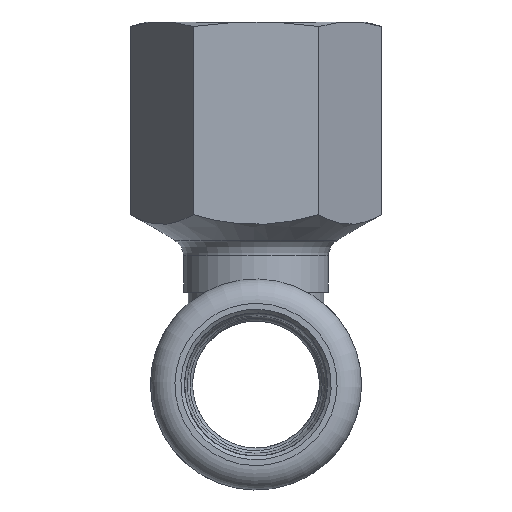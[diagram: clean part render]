
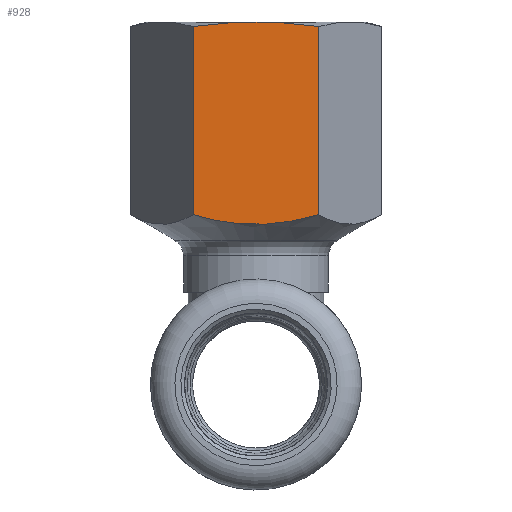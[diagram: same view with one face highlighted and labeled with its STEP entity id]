
A CAD part, left-side view. The second image highlights one B-rep face of the part: STEP entity #928.
In plain terms, the highlighted planar face has unit normal (-1, 0, 0).
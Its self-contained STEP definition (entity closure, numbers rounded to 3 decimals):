
#58=PLANE('',#1026);
#73=(
BOUNDED_CURVE()
B_SPLINE_CURVE(2,(#1459,#1460,#1461),.UNSPECIFIED.,.F.,.F.)
B_SPLINE_CURVE_WITH_KNOTS((3,3),(-13.19,-10.126),
 .UNSPECIFIED.)
CURVE()
GEOMETRIC_REPRESENTATION_ITEM()
RATIONAL_B_SPLINE_CURVE((4.303,4.636,4.636))
REPRESENTATION_ITEM('')
);
#75=(
BOUNDED_CURVE()
B_SPLINE_CURVE(2,(#1470,#1471,#1472),.UNSPECIFIED.,.F.,.F.)
B_SPLINE_CURVE_WITH_KNOTS((3,3),(-10.115,-7.054),
 .UNSPECIFIED.)
CURVE()
GEOMETRIC_REPRESENTATION_ITEM()
RATIONAL_B_SPLINE_CURVE((4.631,4.631,4.299))
REPRESENTATION_ITEM('')
);
#84=(
BOUNDED_CURVE()
B_SPLINE_CURVE(2,(#1519,#1520,#1521),.UNSPECIFIED.,.F.,.F.)
B_SPLINE_CURVE_WITH_KNOTS((3,3),(3.713,7.509),
 .UNSPECIFIED.)
CURVE()
GEOMETRIC_REPRESENTATION_ITEM()
RATIONAL_B_SPLINE_CURVE((2.491,2.877,2.491))
REPRESENTATION_ITEM('')
);
#114=FACE_OUTER_BOUND('',#174,.T.);
#174=EDGE_LOOP('',(#641,#642,#643,#644,#645));
#232=LINE('',#1505,#262);
#233=LINE('',#1508,#263);
#262=VECTOR('',#1172,1.);
#263=VECTOR('',#1175,1.);
#369=VERTEX_POINT('',#1454);
#370=VERTEX_POINT('',#1458);
#371=VERTEX_POINT('',#1464);
#378=VERTEX_POINT('',#1501);
#379=VERTEX_POINT('',#1507);
#453=EDGE_CURVE('',#370,#369,#73,.F.);
#457=EDGE_CURVE('',#370,#371,#75,.T.);
#468=EDGE_CURVE('',#369,#378,#232,.T.);
#469=EDGE_CURVE('',#371,#379,#233,.F.);
#473=EDGE_CURVE('',#379,#378,#84,.F.);
#641=ORIENTED_EDGE('',*,*,#468,.T.);
#642=ORIENTED_EDGE('',*,*,#473,.F.);
#643=ORIENTED_EDGE('',*,*,#469,.F.);
#644=ORIENTED_EDGE('',*,*,#457,.F.);
#645=ORIENTED_EDGE('',*,*,#453,.T.);
#928=ADVANCED_FACE('',(#114),#58,.F.);
#1026=AXIS2_PLACEMENT_3D('',#1533,#1195,#1196);
#1172=DIRECTION('',(0.,0.,-1.));
#1175=DIRECTION('',(0.,0.,1.));
#1195=DIRECTION('center_axis',(1.,0.,0.));
#1196=DIRECTION('ref_axis',(0.,-1.,0.));
#1454=CARTESIAN_POINT('',(-12.,6.928,39.503));
#1458=CARTESIAN_POINT('',(-12.,0.,40.));
#1459=CARTESIAN_POINT('Ctrl Pts',(-12.,6.928,39.503));
#1460=CARTESIAN_POINT('Ctrl Pts',(-12.,3.215,40.));
#1461=CARTESIAN_POINT('Ctrl Pts',(-12.,0.,40.));
#1464=CARTESIAN_POINT('',(-12.,-6.928,39.503));
#1470=CARTESIAN_POINT('Ctrl Pts',(-12.,0.,40.));
#1471=CARTESIAN_POINT('Ctrl Pts',(-12.,-3.215,40.));
#1472=CARTESIAN_POINT('Ctrl Pts',(-12.,-6.928,39.503));
#1501=CARTESIAN_POINT('',(-12.,6.928,18.736));
#1505=CARTESIAN_POINT('',(-12.,6.928,29.119));
#1507=CARTESIAN_POINT('',(-12.,-6.928,18.736));
#1508=CARTESIAN_POINT('',(-12.,-6.928,29.119));
#1519=CARTESIAN_POINT('Ctrl Pts',(-12.,6.928,18.736));
#1520=CARTESIAN_POINT('Ctrl Pts',(-12.,0.,16.736));
#1521=CARTESIAN_POINT('Ctrl Pts',(-12.,-6.928,18.736));
#1533=CARTESIAN_POINT('Origin',(-12.,6.928,40.));
